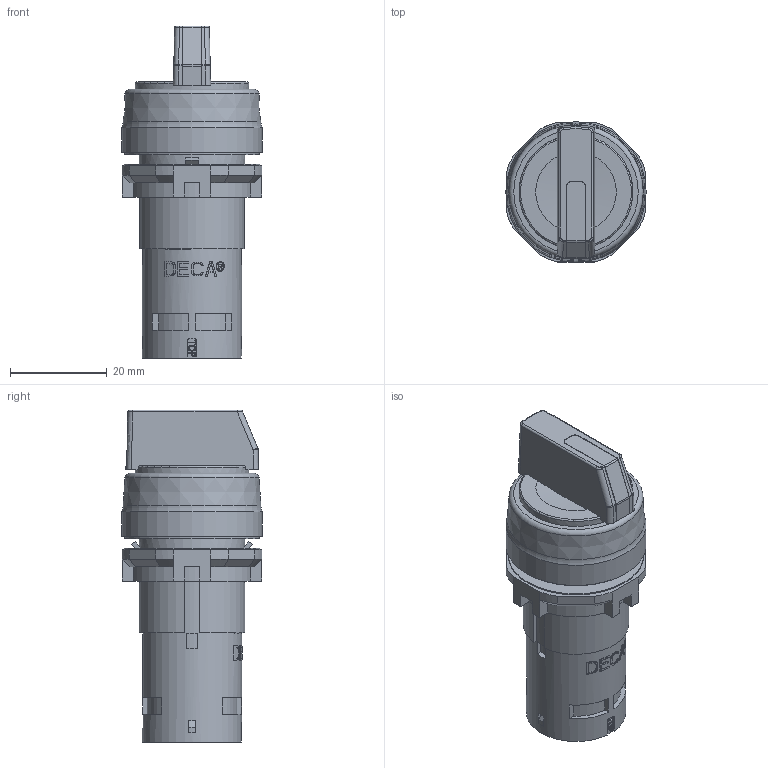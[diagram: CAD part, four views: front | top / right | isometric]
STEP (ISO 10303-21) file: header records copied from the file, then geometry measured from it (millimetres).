
FILE_DESCRIPTION( ( 'STEP AP214' ), '1' );
FILE_NAME( 'C24F-22E01Qxx-Solid3D-20191201.stp', '2020-02-12T02:53:10', ( ' ' ), ( ' ' ), 'XStep 1.0', ' ', ' ' );
FILE_SCHEMA( ( 'CONFIG_CONTROL_DESIGN) ( )' ) );
Length unit declared in the file: metre
Products named in the file (1): C22E01QxP-20200211(NC)_i
Bounding box: 29 x 29 x 68.6 mm (x, y, z)
Volume: 27167.4 mm3; surface area: 7413.7 mm2
Topology: 1 solids, 1 shells, 559 faces, 1485 edges, 976 vertices
Faces by surface type: plane 384, cylinder 103, extrusion 33, bspline 12, cone 12, torus 11, sphere 4
Full cylindrical faces by diameter (mm): 20.5 x1, 21.8 x1, 23.5 x1, 27.8 x1, 28 x1, 29 x1
Entity records: 19921 total; most frequent: CARTESIAN_POINT 4180, ORIENTED_EDGE 2934, DIRECTION 2762, EDGE_CURVE 1467, VERTEX_POINT 969, AXIS2_PLACEMENT_3D 926, VECTOR 910, LINE 877
